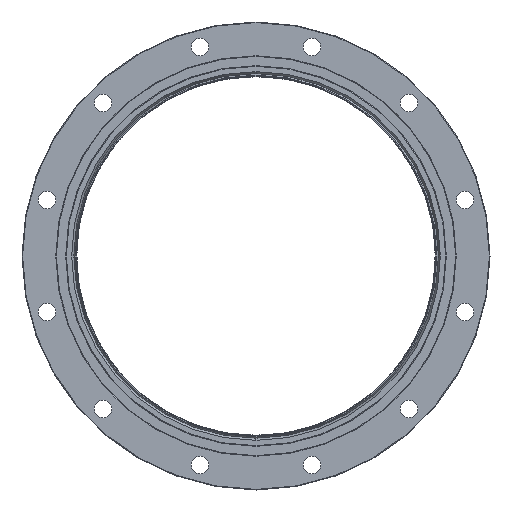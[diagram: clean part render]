
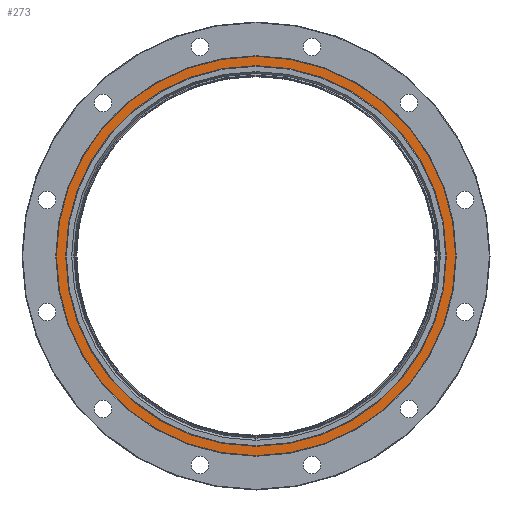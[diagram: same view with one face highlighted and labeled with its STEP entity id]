
A CAD part, left-side view. The second image highlights one B-rep face of the part: STEP entity #273.
In plain terms, the highlighted planar face has unit normal (-1, 0, 0).
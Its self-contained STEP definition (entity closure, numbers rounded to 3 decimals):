
#273=ADVANCED_FACE('',(#1668,#1669),#1667,.F.);
#1667=PLANE('',#4880);
#1668=FACE_OUTER_BOUND('',#4881,.T.);
#1669=FACE_BOUND('',#4882,.T.);
#4877=CARTESIAN_POINT('',(-70.5,-305.574,180.65));
#4878=DIRECTION('',(1.,0.,0.));
#4879=DIRECTION('',(0.,0.,-1.));
#4880=AXIS2_PLACEMENT_3D('',#4877,#4878,#4879);
#4881=EDGE_LOOP('',(#6105,#6106));
#4882=EDGE_LOOP('',(#6107,#6108));
#6105=ORIENTED_EDGE('',*,*,#6813,.T.);
#6106=ORIENTED_EDGE('',*,*,#6814,.T.);
#6107=ORIENTED_EDGE('',*,*,#6815,.F.);
#6108=ORIENTED_EDGE('',*,*,#6816,.F.);
#6813=EDGE_CURVE('',#9005,#9006,#9007,.T.);
#6814=EDGE_CURVE('',#9006,#9005,#9013,.T.);
#6815=EDGE_CURVE('',#9019,#9020,#9021,.T.);
#6816=EDGE_CURVE('',#9020,#9019,#9027,.T.);
#9005=VERTEX_POINT('',#11717);
#9006=VERTEX_POINT('',#11718);
#9007=CIRCLE('',#11722,170.65);
#9013=CIRCLE('',#11726,170.65);
#9019=VERTEX_POINT('',#11727);
#9020=VERTEX_POINT('',#11728);
#9021=CIRCLE('',#11732,162.65);
#9027=CIRCLE('',#11736,162.65);
#11717=CARTESIAN_POINT('',(-70.5,0.,170.65));
#11718=CARTESIAN_POINT('',(-70.5,0.,-170.65));
#11719=CARTESIAN_POINT('',(-70.5,0.,0.));
#11720=DIRECTION('',(-1.,0.,0.));
#11721=DIRECTION('',(0.,0.,1.));
#11722=AXIS2_PLACEMENT_3D('',#11719,#11720,#11721);
#11723=CARTESIAN_POINT('',(-70.5,0.,0.));
#11724=DIRECTION('',(-1.,0.,0.));
#11725=DIRECTION('',(0.,0.,1.));
#11726=AXIS2_PLACEMENT_3D('',#11723,#11724,#11725);
#11727=CARTESIAN_POINT('',(-70.5,0.,-162.65));
#11728=CARTESIAN_POINT('',(-70.5,0.,162.65));
#11729=CARTESIAN_POINT('',(-70.5,0.,0.));
#11730=DIRECTION('',(-1.,0.,0.));
#11731=DIRECTION('',(0.,0.,1.));
#11732=AXIS2_PLACEMENT_3D('',#11729,#11730,#11731);
#11733=CARTESIAN_POINT('',(-70.5,0.,0.));
#11734=DIRECTION('',(-1.,0.,0.));
#11735=DIRECTION('',(0.,0.,1.));
#11736=AXIS2_PLACEMENT_3D('',#11733,#11734,#11735);
